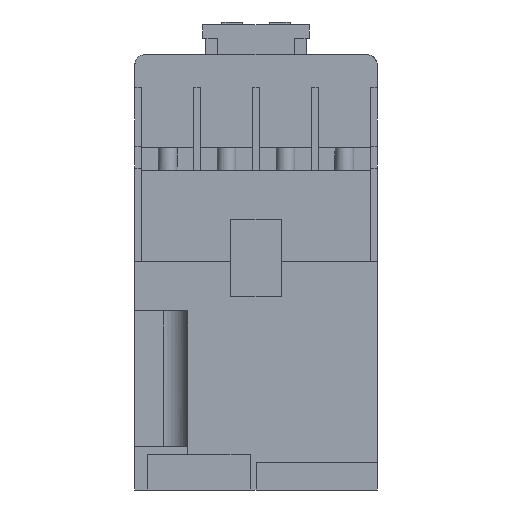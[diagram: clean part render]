
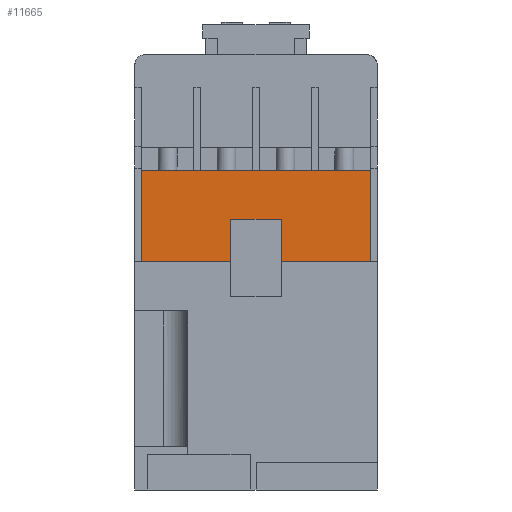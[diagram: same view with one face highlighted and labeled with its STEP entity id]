
A CAD part, front view. The second image highlights one B-rep face of the part: STEP entity #11665.
In plain terms, the highlighted free-form (B-spline) face has degree [1, 1] with [2, 2] control points.
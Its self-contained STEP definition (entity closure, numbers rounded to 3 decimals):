
#10471=CARTESIAN_POINT('V679',(4.7,-33.3,
   45.0));
#10472=VERTEX_POINT('V679',#10471);
#10473=CARTESIAN_POINT('V680',(-4.7,
   -33.3,45.0));
#10474=VERTEX_POINT('V680',#10473);
#10475=CARTESIAN_POINT('E1006',(4.7,
   -33.3,45.0));
#10476=CARTESIAN_POINT('E1006',(-4.7,
   -33.3,45.0));
#10477=QUASI_UNIFORM_CURVE('E1006',1,(#10475,#10476),.POLYLINE_FORM.,
   .F.,.U.);
#10478=EDGE_CURVE('E1006',#10472,#10474,#10477,.T.);
#11264=CARTESIAN_POINT('V100',(21.2,
   -33.3,54.05));
#11265=VERTEX_POINT('V100',#11264);
#11292=CARTESIAN_POINT('V97',(-21.2,
   -33.3,54.05));
#11293=VERTEX_POINT('V97',#11292);
#11299=CARTESIAN_POINT('E307',(21.2,
   -33.3,54.05));
#11300=CARTESIAN_POINT('E307',(-21.2,
   -33.3,54.05));
#11301=B_SPLINE_CURVE_WITH_KNOTS('E307',1,(#11299,#11300),
   .POLYLINE_FORM.,.F.,.U.,(2,2),(0.0,2.411),
   .UNSPECIFIED.);
#11302=EDGE_CURVE('E307',#11265,#11293,#11301,.T.);
#11605=CARTESIAN_POINT('V99',(21.2,-33.3,
   37.3));
#11606=VERTEX_POINT('V99',#11605);
#11607=CARTESIAN_POINT('E131',(21.2,
   -33.3,37.3));
#11608=CARTESIAN_POINT('E131',(21.2,
   -33.3,54.05));
#11609=B_SPLINE_CURVE_WITH_KNOTS('E131',1,(#11607,#11608),
   .POLYLINE_FORM.,.F.,.U.,(2,2),(0.508,
   10.659),.UNSPECIFIED.);
#11610=EDGE_CURVE('E131',#11606,#11265,#11609,.T.);
#11624=CARTESIAN_POINT('F354',(-21.2,
   -33.3,54.05));
#11625=CARTESIAN_POINT('F354',(21.2,
   -33.3,54.05));
#11626=CARTESIAN_POINT('F354',(-21.2,
   -33.3,36.463));
#11627=CARTESIAN_POINT('F354',(21.2,
   -33.3,36.463));
#11628=B_SPLINE_SURFACE_WITH_KNOTS('F354',1,1,((#11624,#11626),(
   #11625,#11627)),.PLANE_SURF.,.F.,.F.,.U.,(2,2),(2,2),(0.0,
   2.411),(0.0,1.0),.UNSPECIFIED.);
#11629=CARTESIAN_POINT('V673',(4.7,-33.3,
   37.3));
#11630=VERTEX_POINT('V673',#11629);
#11631=CARTESIAN_POINT('E1000',(21.2,
   -33.3,37.3));
#11632=CARTESIAN_POINT('E1000',(4.7,
   -33.3,37.3));
#11633=B_SPLINE_CURVE_WITH_KNOTS('E1000',1,(#11631,#11632),
   .POLYLINE_FORM.,.F.,.U.,(2,2),(0.0,0.389),
   .UNSPECIFIED.);
#11634=EDGE_CURVE('E1000',#11606,#11630,#11633,.T.);
#11635=ORIENTED_EDGE('E1000',*,*,#11634,.F.);
#11636=ORIENTED_EDGE('E131',*,*,#11610,.T.);
#11637=ORIENTED_EDGE('F95',*,*,#11302,.T.);
#11638=CARTESIAN_POINT('V98',(-21.2,
   -33.3,37.3));
#11639=VERTEX_POINT('V98',#11638);
#11640=CARTESIAN_POINT('E128',(-21.2,
   -33.3,54.05));
#11641=CARTESIAN_POINT('E128',(-21.2,
   -33.3,37.3));
#11642=B_SPLINE_CURVE_WITH_KNOTS('E128',1,(#11640,#11641),
   .POLYLINE_FORM.,.F.,.U.,(2,2),(0.0,10.152),
   .UNSPECIFIED.);
#11643=EDGE_CURVE('E128',#11293,#11639,#11642,.T.);
#11644=ORIENTED_EDGE('E128',*,*,#11643,.T.);
#11645=CARTESIAN_POINT('V677',(-4.7,
   -33.3,37.3));
#11646=VERTEX_POINT('V677',#11645);
#11647=CARTESIAN_POINT('E1002',(-4.7,
   -33.3,37.3));
#11648=CARTESIAN_POINT('E1002',(-21.2,
   -33.3,37.3));
#11649=B_SPLINE_CURVE_WITH_KNOTS('E1002',1,(#11647,#11648),
   .POLYLINE_FORM.,.F.,.U.,(2,2),(0.611,1.0),
   .UNSPECIFIED.);
#11650=EDGE_CURVE('E1002',#11646,#11639,#11649,.T.);
#11651=ORIENTED_EDGE('E1002',*,*,#11650,.F.);
#11652=CARTESIAN_POINT('E1007',(-4.7,
   -33.3,45.0));
#11653=CARTESIAN_POINT('E1007',(-4.7,
   -33.3,37.3));
#11654=B_SPLINE_CURVE_WITH_KNOTS('E1007',1,(#11652,#11653),
   .POLYLINE_FORM.,.F.,.U.,(2,2),(0.0,0.902),
   .UNSPECIFIED.);
#11655=EDGE_CURVE('E1007',#10474,#11646,#11654,.T.);
#11656=ORIENTED_EDGE('E1007',*,*,#11655,.F.);
#11657=ORIENTED_EDGE('E1006',*,*,#10478,.F.);
#11658=CARTESIAN_POINT('E1005',(4.7,
   -33.3,37.3));
#11659=CARTESIAN_POINT('E1005',(4.7,
   -33.3,45.0));
#11660=B_SPLINE_CURVE_WITH_KNOTS('E1005',1,(#11658,#11659),
   .POLYLINE_FORM.,.F.,.U.,(2,2),(0.0,0.902),
   .UNSPECIFIED.);
#11661=EDGE_CURVE('E1005',#11630,#10472,#11660,.T.);
#11662=ORIENTED_EDGE('E1005',*,*,#11661,.F.);
#11663=EDGE_LOOP('F354',(#11635,#11636,#11637,#11644,#11651,#11656,
   #11657,#11662));
#11664=FACE_OUTER_BOUND('F354',#11663,.T.);
#11665=ADVANCED_FACE('F354',(#11664),#11628,.F.);
